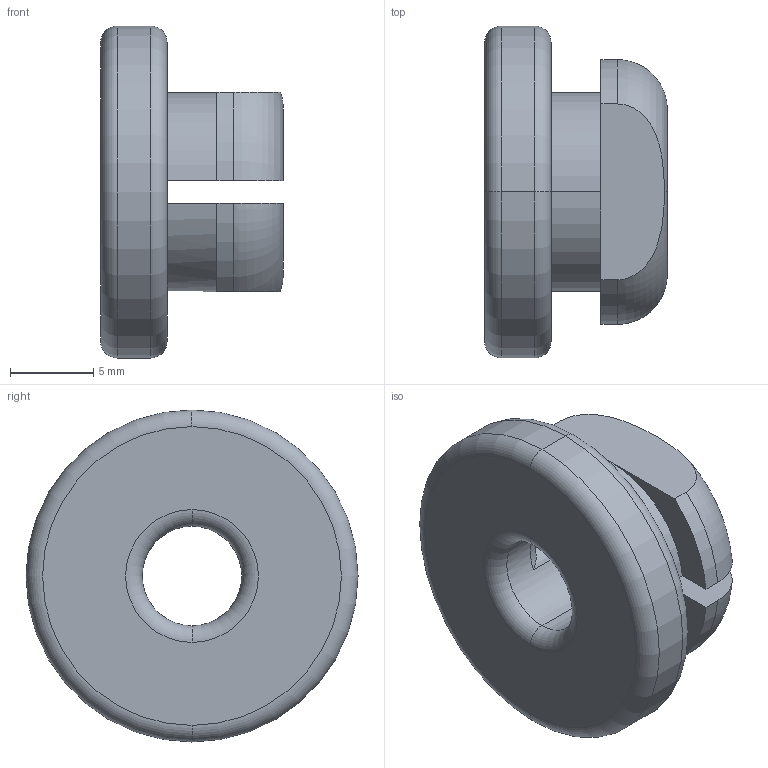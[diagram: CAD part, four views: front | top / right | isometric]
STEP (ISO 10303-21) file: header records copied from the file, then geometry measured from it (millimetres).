
FILE_DESCRIPTION (( 'STEP AP203' ), '1' );
FILE_NAME ('Moby-Silentbloc-V_Défaut_sldprt.STEP', '2019-11-01T12:19:17', ( '' ), ( '' ), 'SwSTEP 2.0', 'SolidWorks 2017', '' );
FILE_SCHEMA (( 'CONFIG_CONTROL_DESIGN' ));
Length unit declared in the file: millimetre
Products named in the file (1): Moby-Silentbloc-V_Défaut_sldprt
Bounding box: 11 x 20 x 20 mm (x, y, z)
Volume: 1808.1 mm3; surface area: 1395.8 mm2
Topology: 1 solids, 1 shells, 43 faces, 113 edges, 72 vertices
Faces by surface type: cylinder 15, torus 14, plane 14
Entity records: 1596 total; most frequent: CARTESIAN_POINT 454, DIRECTION 227, ORIENTED_EDGE 226, EDGE_CURVE 113, AXIS2_PLACEMENT_3D 93, VERTEX_POINT 72, CIRCLE 49, EDGE_LOOP 45
